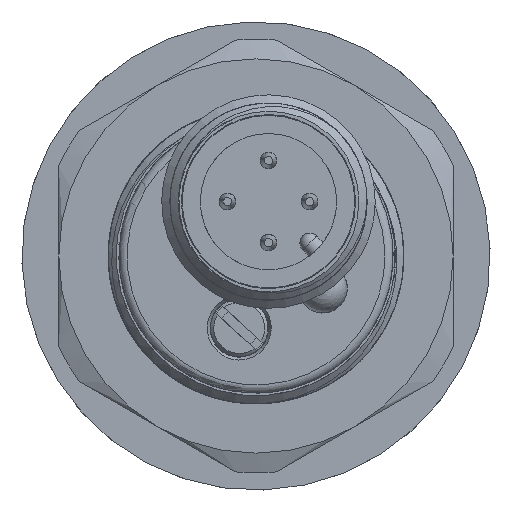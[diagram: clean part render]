
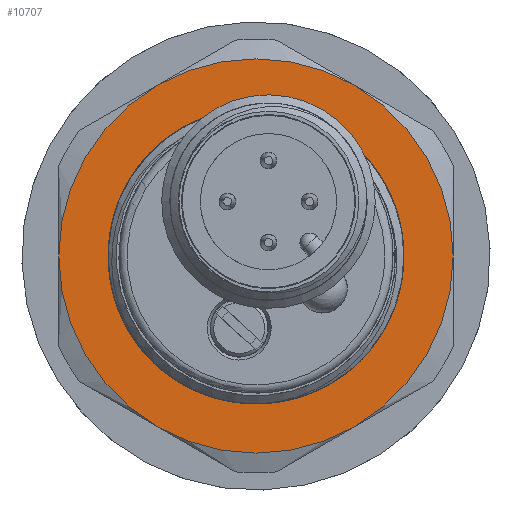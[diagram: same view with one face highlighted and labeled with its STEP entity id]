
A CAD part, front view. The second image highlights one B-rep face of the part: STEP entity #10707.
In plain terms, the highlighted face is planar.
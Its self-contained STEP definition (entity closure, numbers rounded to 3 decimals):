
#3265=ORIENTED_EDGE('',*,*,#5145,.T.);
#3266=ORIENTED_EDGE('',*,*,#5146,.T.);
#3267=ORIENTED_EDGE('',*,*,#5147,.T.);
#3268=ORIENTED_EDGE('',*,*,#5148,.T.);
#3269=ORIENTED_EDGE('',*,*,#5149,.T.);
#3270=ORIENTED_EDGE('',*,*,#5150,.T.);
#3271=ORIENTED_EDGE('',*,*,#5151,.T.);
#5145=EDGE_CURVE('',#6234,#6234,#6915,.F.);
#5146=EDGE_CURVE('',#6201,#6207,#6916,.T.);
#5147=EDGE_CURVE('',#6207,#6213,#6917,.T.);
#5148=EDGE_CURVE('',#6213,#6219,#6918,.T.);
#5149=EDGE_CURVE('',#6219,#6225,#6919,.T.);
#5150=EDGE_CURVE('',#6225,#6231,#6920,.T.);
#5151=EDGE_CURVE('',#6231,#6201,#6921,.T.);
#6201=VERTEX_POINT('',#23482);
#6207=VERTEX_POINT('',#23507);
#6213=VERTEX_POINT('',#23532);
#6219=VERTEX_POINT('',#23557);
#6225=VERTEX_POINT('',#23582);
#6231=VERTEX_POINT('',#23607);
#6234=VERTEX_POINT('',#23621);
#6915=CIRCLE('',#11693,8.959);
#6916=CIRCLE('',#11694,12.);
#6917=CIRCLE('',#11695,12.);
#6918=CIRCLE('',#11696,12.);
#6919=CIRCLE('',#11697,12.);
#6920=CIRCLE('',#11698,12.);
#6921=CIRCLE('',#11699,12.);
#7616=EDGE_LOOP('',(#3265));
#7617=EDGE_LOOP('',(#3266,#3267,#3268,#3269,#3270,#3271));
#8511=FACE_BOUND('',#7616,.T.);
#8512=FACE_BOUND('',#7617,.T.);
#9184=PLANE('',#11692);
#10707=ADVANCED_FACE('',(#8511,#8512),#9184,.T.);
#11692=AXIS2_PLACEMENT_3D('',#23619,#13859,#13860);
#11693=AXIS2_PLACEMENT_3D('',#23620,#13861,#13862);
#11694=AXIS2_PLACEMENT_3D('',#23622,#13863,#13864);
#11695=AXIS2_PLACEMENT_3D('',#23623,#13865,#13866);
#11696=AXIS2_PLACEMENT_3D('',#23624,#13867,#13868);
#11697=AXIS2_PLACEMENT_3D('',#23625,#13869,#13870);
#11698=AXIS2_PLACEMENT_3D('',#23626,#13871,#13872);
#11699=AXIS2_PLACEMENT_3D('',#23627,#13873,#13874);
#13859=DIRECTION('',(0.,1.,0.));
#13860=DIRECTION('',(0.,0.,1.));
#13861=DIRECTION('',(0.,1.,0.));
#13862=DIRECTION('',(0.,0.,1.));
#13863=DIRECTION('',(0.,1.,0.));
#13864=DIRECTION('',(0.,0.,1.));
#13865=DIRECTION('',(0.,1.,0.));
#13866=DIRECTION('',(0.,0.,1.));
#13867=DIRECTION('',(0.,1.,0.));
#13868=DIRECTION('',(0.,0.,1.));
#13869=DIRECTION('',(0.,1.,0.));
#13870=DIRECTION('',(0.,0.,1.));
#13871=DIRECTION('',(0.,1.,0.));
#13872=DIRECTION('',(0.,0.,1.));
#13873=DIRECTION('',(0.,1.,0.));
#13874=DIRECTION('',(0.,0.,1.));
#23482=CARTESIAN_POINT('',(-6.,3.,10.392));
#23507=CARTESIAN_POINT('',(6.,3.,10.392));
#23532=CARTESIAN_POINT('',(12.,3.,0.));
#23557=CARTESIAN_POINT('',(6.,3.,-10.392));
#23582=CARTESIAN_POINT('',(-6.,3.,-10.392));
#23607=CARTESIAN_POINT('',(-12.,3.,0.));
#23619=CARTESIAN_POINT('',(0.,3.,0.));
#23620=CARTESIAN_POINT('',(0.,3.,0.));
#23621=CARTESIAN_POINT('',(0.,3.,8.959));
#23622=CARTESIAN_POINT('',(0.,3.,0.));
#23623=CARTESIAN_POINT('',(0.,3.,0.));
#23624=CARTESIAN_POINT('',(0.,3.,0.));
#23625=CARTESIAN_POINT('',(0.,3.,0.));
#23626=CARTESIAN_POINT('',(0.,3.,0.));
#23627=CARTESIAN_POINT('',(0.,3.,0.));
